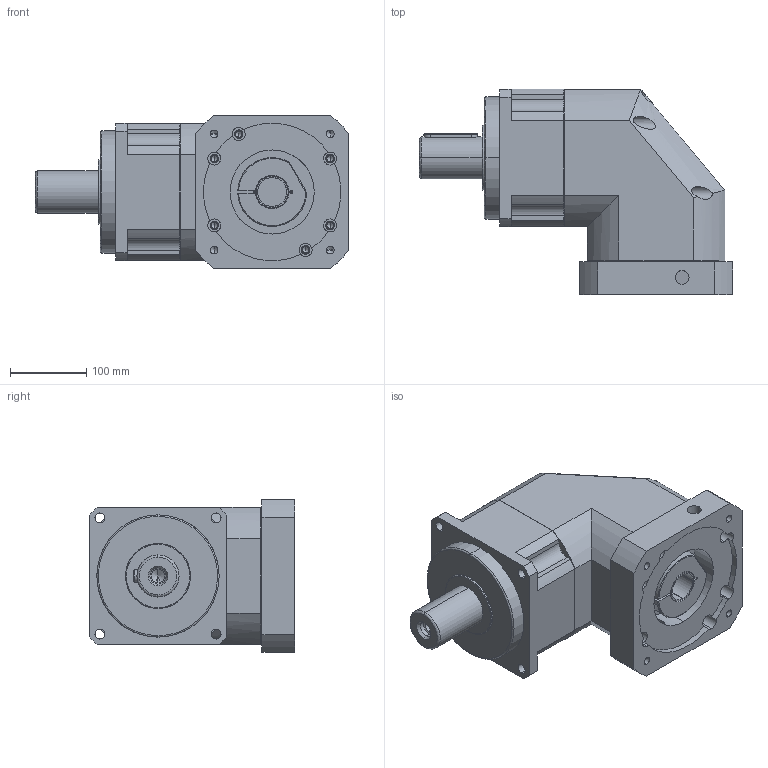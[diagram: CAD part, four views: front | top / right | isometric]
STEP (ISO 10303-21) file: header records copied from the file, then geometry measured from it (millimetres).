
FILE_DESCRIPTION (( 'STEP AP214' ), '1' );
FILE_NAME ('SBL180-L1-38-180-215M12.STEP', '2022-01-14T03:17:20', ( 'admin' ), ( '' ), 'SwSTEP 2.0', 'SolidWorks 2013', '' );
FILE_SCHEMA (( 'AUTOMOTIVE_DESIGN' ));
Length unit declared in the file: millimetre
Products named in the file (5): SBL180-180-215M12-85; 180_X2_95017D2773AF_X0_-35; SBL180-35; SB180_X2_8F9351FA7AEF_X0_; SBL180-L1-38-180-215M12
Assembly tree (4 placements, depth 2):
  SBL180-L1-38-180-215M12
    SB180_X2_8F9351FA7AEF_X0_
    SBL180-35
    180_X2_95017D2773AF_X0_-35
    SBL180-180-215M12-85
Bounding box: 409.8 x 269 x 200 mm (x, y, z)
Volume: 10669411.5 mm3; surface area: 575792.9 mm2
Topology: 7 solids, 7 shells, 369 faces, 953 edges, 593 vertices
Faces by surface type: cylinder 178, plane 117, cone 55, bspline 19
Entity records: 17792 total; most frequent: CARTESIAN_POINT 4535, DIRECTION 1932, ORIENTED_EDGE 1846, EDGE_CURVE 923, AXIS2_PLACEMENT_3D 757, VERTEX_POINT 593, EDGE_LOOP 436, VECTOR 418
